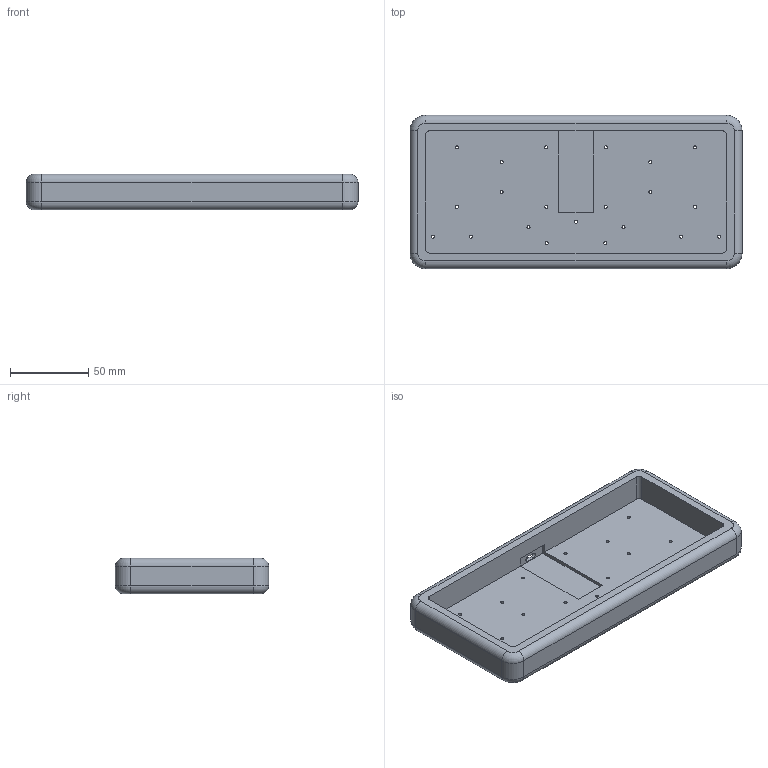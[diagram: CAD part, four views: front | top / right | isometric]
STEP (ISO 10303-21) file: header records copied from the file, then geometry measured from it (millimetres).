
FILE_DESCRIPTION(('HOOPS Exchange Step'),'2;1');
FILE_NAME('temp_export','2022-11-07T16:46:46-05:00',('jscotto'),('Shapr3D Limited'),'HOOPS Exchange 2022.1','Shapr3D','Authorized');
FILE_SCHEMA( ('AUTOMOTIVE_DESIGN { 1 0 10303 214 1 1 1 1 }') );
Length unit declared in the file: millimetre
Products named in the file (1): Case
Bounding box: 212.5 x 98.2 x 22.6 mm (x, y, z)
Volume: 193906.3 mm3; surface area: 63405.9 mm2
Topology: 1 solids, 1 shells, 115 faces, 339 edges, 248 vertices
Faces by surface type: cylinder 64, plane 41, torus 10
Full cylindrical faces by diameter (mm): 2 x21, 3.6 x21
Entity records: 4175 total; most frequent: DIRECTION 793, CARTESIAN_POINT 703, ORIENTED_EDGE 678, EDGE_CURVE 339, AXIS2_PLACEMENT_3D 338, VERTEX_POINT 248, CIRCLE 220, EDGE_LOOP 181
